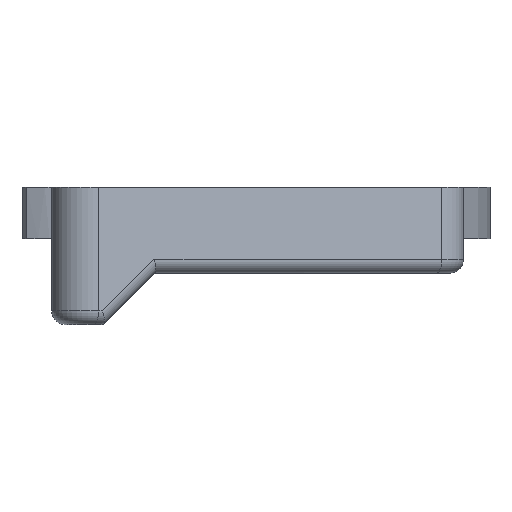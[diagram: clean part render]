
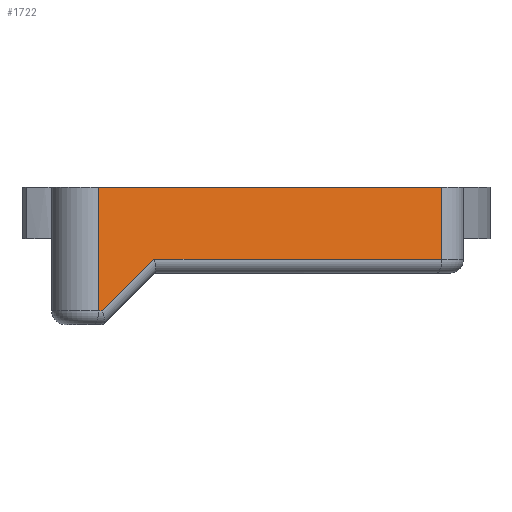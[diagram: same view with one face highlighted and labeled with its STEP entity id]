
A CAD part, left-side view. The second image highlights one B-rep face of the part: STEP entity #1722.
In plain terms, the highlighted planar face has unit normal (-0.93, -0.368, 0).
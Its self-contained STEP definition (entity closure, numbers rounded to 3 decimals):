
#84=PLANE('',#1896);
#131=FACE_OUTER_BOUND('',#234,.T.);
#234=EDGE_LOOP('',(#1291,#1292,#1293,#1294,#1295,#1296));
#422=LINE('',#2508,#550);
#427=LINE('',#2544,#555);
#429=LINE('',#2550,#557);
#441=LINE('',#2617,#569);
#460=LINE('',#3783,#588);
#467=LINE('',#3818,#595);
#550=VECTOR('',#2005,10.);
#555=VECTOR('',#2030,10.);
#557=VECTOR('',#2038,10.);
#569=VECTOR('',#2098,10.);
#588=VECTOR('',#2183,10.);
#595=VECTOR('',#2220,10.);
#680=VERTEX_POINT('',#2506);
#681=VERTEX_POINT('',#2507);
#689=VERTEX_POINT('',#2535);
#692=VERTEX_POINT('',#2543);
#709=VERTEX_POINT('',#2615);
#773=VERTEX_POINT('',#3781);
#854=EDGE_CURVE('',#680,#681,#422,.T.);
#867=EDGE_CURVE('',#689,#692,#427,.T.);
#871=EDGE_CURVE('',#692,#680,#429,.T.);
#898=EDGE_CURVE('',#709,#689,#441,.T.);
#963=EDGE_CURVE('',#709,#773,#460,.T.);
#980=EDGE_CURVE('',#681,#773,#467,.T.);
#1291=ORIENTED_EDGE('',*,*,#867,.F.);
#1292=ORIENTED_EDGE('',*,*,#898,.F.);
#1293=ORIENTED_EDGE('',*,*,#963,.T.);
#1294=ORIENTED_EDGE('',*,*,#980,.F.);
#1295=ORIENTED_EDGE('',*,*,#854,.F.);
#1296=ORIENTED_EDGE('',*,*,#871,.F.);
#1722=ADVANCED_FACE('',(#131),#84,.T.);
#1896=AXIS2_PLACEMENT_3D('',#3819,#2221,#2222);
#2005=DIRECTION('',(-0.368,0.93,0.));
#2030=DIRECTION('',(-0.368,0.93,0.));
#2038=DIRECTION('',(-0.27,0.681,-0.681));
#2098=DIRECTION('',(0.,0.,-1.));
#2183=DIRECTION('',(-0.368,0.93,0.));
#2220=DIRECTION('',(0.,0.,1.));
#2221=DIRECTION('center_axis',(-0.93,-0.368,0.));
#2222=DIRECTION('ref_axis',(0.368,-0.93,0.));
#2506=CARTESIAN_POINT('',(-37.157,11.037,-4.2));
#2507=CARTESIAN_POINT('',(-37.247,11.264,-4.2));
#2508=CARTESIAN_POINT('',(-37.445,11.764,-4.2));
#2535=CARTESIAN_POINT('',(-29.328,-8.736,-1.2));
#2543=CARTESIAN_POINT('',(-35.969,8.037,-1.2));
#2544=CARTESIAN_POINT('',(-35.174,6.028,-1.2));
#2550=CARTESIAN_POINT('',(-36.964,10.55,-3.713));
#2615=CARTESIAN_POINT('',(-29.328,-8.736,3.));
#2617=CARTESIAN_POINT('',(-29.328,-8.736,-2.));
#3781=CARTESIAN_POINT('',(-37.247,11.264,3.));
#3783=CARTESIAN_POINT('',(-35.174,6.028,3.));
#3818=CARTESIAN_POINT('',(-37.247,11.264,-2.));
#3819=CARTESIAN_POINT('Origin',(-38.33,14.,-2.));
